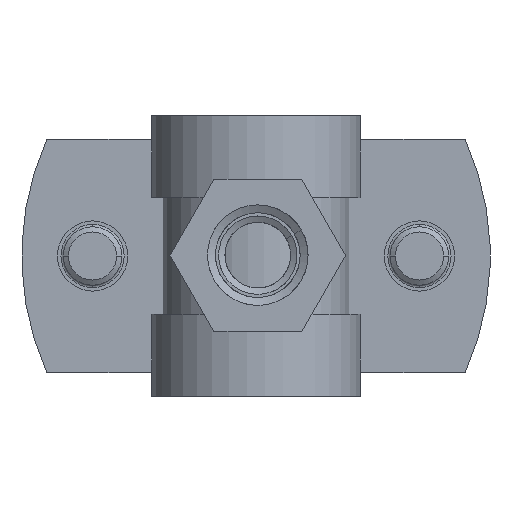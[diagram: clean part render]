
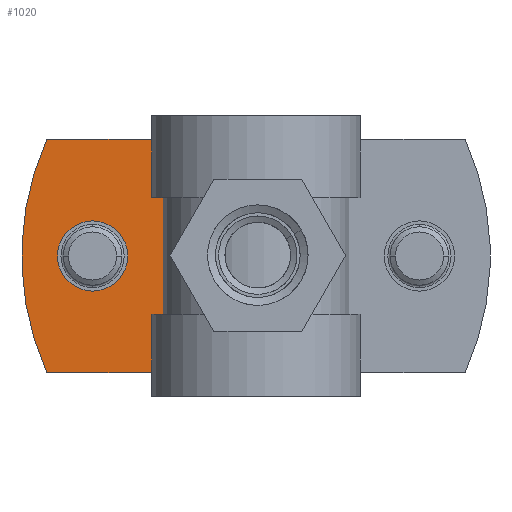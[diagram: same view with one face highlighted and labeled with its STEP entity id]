
A CAD part, front view. The second image highlights one B-rep face of the part: STEP entity #1020.
In plain terms, the highlighted planar face has unit normal (0, -1, 0).
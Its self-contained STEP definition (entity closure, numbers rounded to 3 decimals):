
#20 = EDGE_LOOP ( 'NONE', ( #6904, #1615, #2207, #1875, #4365, #1340 ) ) ;
#119 = CARTESIAN_POINT ( 'NONE',  ( 0., -1.02, 20. ) ) ;
#269 = VERTEX_POINT ( 'NONE', #10130 ) ;
#431 = DIRECTION ( 'NONE',  ( 0., 0., 1. ) ) ;
#488 = CARTESIAN_POINT ( 'NONE',  ( 0., -1.02, 0. ) ) ;
#555 = AXIS2_PLACEMENT_3D ( 'NONE', #7772, #2294, #1631 ) ;
#590 = CARTESIAN_POINT ( 'NONE',  ( 6.031, -1.02, 10. ) ) ;
#840 = VERTEX_POINT ( 'NONE', #2190 ) ;
#954 = AXIS2_PLACEMENT_3D ( 'NONE', #1360, #4540, #7665 ) ;
#990 = EDGE_CURVE ( 'NONE', #8331, #6967, #2034, .T. ) ;
#1020 = ADVANCED_FACE ( 'NONE', ( #6239, #3118 ), #9417, .F. ) ;
#1047 = CIRCLE ( 'NONE', #7754, 3. ) ;
#1095 = LINE ( 'NONE', #119, #7958 ) ;
#1233 = EDGE_CURVE ( 'NONE', #8199, #840, #1047, .T. ) ;
#1340 = ORIENTED_EDGE ( 'NONE', *, *, #4474, .T. ) ;
#1360 = CARTESIAN_POINT ( 'NONE',  ( 6.031, -1.02, 10. ) ) ;
#1425 = EDGE_CURVE ( 'NONE', #9859, #9829, #6794, .T. ) ;
#1528 = CARTESIAN_POINT ( 'NONE',  ( 0., -1.02, 20. ) ) ;
#1615 = ORIENTED_EDGE ( 'NONE', *, *, #4985, .T. ) ;
#1631 = DIRECTION ( 'NONE',  ( 0., 0., 1. ) ) ;
#1760 = DIRECTION ( 'NONE',  ( 0., 0., -1. ) ) ;
#1875 = ORIENTED_EDGE ( 'NONE', *, *, #8930, .F. ) ;
#2034 = CIRCLE ( 'NONE', #555, 24.411 ) ;
#2190 = CARTESIAN_POINT ( 'NONE',  ( 6.031, -1.02, 13. ) ) ;
#2207 = ORIENTED_EDGE ( 'NONE', *, *, #4499, .F. ) ;
#2294 = DIRECTION ( 'NONE',  ( 0., 1., 0. ) ) ;
#2315 = DIRECTION ( 'NONE',  ( 0., 1., 0. ) ) ;
#2953 = DIRECTION ( 'NONE',  ( 0., 1., 0. ) ) ;
#3007 = EDGE_LOOP ( 'NONE', ( #9136, #6983 ) ) ;
#3118 = FACE_OUTER_BOUND ( 'NONE', #20, .T. ) ;
#3138 = VECTOR ( 'NONE', #9239, 1000. ) ;
#3374 = CARTESIAN_POINT ( 'NONE',  ( 2.124, -1.02, 20. ) ) ;
#3853 = CARTESIAN_POINT ( 'NONE',  ( 24.393, -1.02, 10. ) ) ;
#4021 = CARTESIAN_POINT ( 'NONE',  ( 2.124, -1.02, 0. ) ) ;
#4307 = LINE ( 'NONE', #8470, #3138 ) ;
#4365 = ORIENTED_EDGE ( 'NONE', *, *, #1425, .F. ) ;
#4474 = EDGE_CURVE ( 'NONE', #9859, #6967, #1095, .T. ) ;
#4499 = EDGE_CURVE ( 'NONE', #10090, #269, #8733, .T. ) ;
#4540 = DIRECTION ( 'NONE',  ( 0., 1., 0. ) ) ;
#4565 = CARTESIAN_POINT ( 'NONE',  ( 0., -1.02, 9.05 ) ) ;
#4700 = DIRECTION ( 'NONE',  ( 0., 0., 1. ) ) ;
#4836 = CARTESIAN_POINT ( 'NONE',  ( 12.063, -1.02, 20. ) ) ;
#4985 = EDGE_CURVE ( 'NONE', #8331, #269, #6036, .T. ) ;
#5308 = DIRECTION ( 'NONE',  ( 1., 0., 0. ) ) ;
#6036 = LINE ( 'NONE', #488, #8297 ) ;
#6131 = AXIS2_PLACEMENT_3D ( 'NONE', #1528, #10092, #4700 ) ;
#6239 = FACE_BOUND ( 'NONE', #3007, .T. ) ;
#6472 = AXIS2_PLACEMENT_3D ( 'NONE', #3853, #2315, #7700 ) ;
#6473 = EDGE_CURVE ( 'NONE', #840, #8199, #6694, .T. ) ;
#6694 = CIRCLE ( 'NONE', #954, 3. ) ;
#6794 = CIRCLE ( 'NONE', #6472, 24.411 ) ;
#6904 = ORIENTED_EDGE ( 'NONE', *, *, #990, .F. ) ;
#6967 = VERTEX_POINT ( 'NONE', #4565 ) ;
#6983 = ORIENTED_EDGE ( 'NONE', *, *, #1233, .T. ) ;
#7060 = CARTESIAN_POINT ( 'NONE',  ( 12.063, -1.02, 20. ) ) ;
#7665 = DIRECTION ( 'NONE',  ( 0., 0., 1. ) ) ;
#7700 = DIRECTION ( 'NONE',  ( 0., 0., 1. ) ) ;
#7754 = AXIS2_PLACEMENT_3D ( 'NONE', #590, #2953, #431 ) ;
#7772 = CARTESIAN_POINT ( 'NONE',  ( 24.393, -1.02, 10. ) ) ;
#7958 = VECTOR ( 'NONE', #8686, 1000. ) ;
#8121 = VECTOR ( 'NONE', #1760, 1000. ) ;
#8199 = VERTEX_POINT ( 'NONE', #8768 ) ;
#8297 = VECTOR ( 'NONE', #5308, 1000. ) ;
#8331 = VERTEX_POINT ( 'NONE', #4021 ) ;
#8470 = CARTESIAN_POINT ( 'NONE',  ( 0., -1.02, 20. ) ) ;
#8686 = DIRECTION ( 'NONE',  ( 0., 0., -1. ) ) ;
#8733 = LINE ( 'NONE', #4836, #8121 ) ;
#8768 = CARTESIAN_POINT ( 'NONE',  ( 6.031, -1.02, 7. ) ) ;
#8930 = EDGE_CURVE ( 'NONE', #9829, #10090, #4307, .T. ) ;
#9136 = ORIENTED_EDGE ( 'NONE', *, *, #6473, .T. ) ;
#9239 = DIRECTION ( 'NONE',  ( 1., 0., 0. ) ) ;
#9417 = PLANE ( 'NONE',  #6131 ) ;
#9723 = CARTESIAN_POINT ( 'NONE',  ( 0., -1.02, 10.95 ) ) ;
#9829 = VERTEX_POINT ( 'NONE', #3374 ) ;
#9859 = VERTEX_POINT ( 'NONE', #9723 ) ;
#10090 = VERTEX_POINT ( 'NONE', #7060 ) ;
#10092 = DIRECTION ( 'NONE',  ( 0., 1., 0. ) ) ;
#10130 = CARTESIAN_POINT ( 'NONE',  ( 12.063, -1.02, 0. ) ) ;
